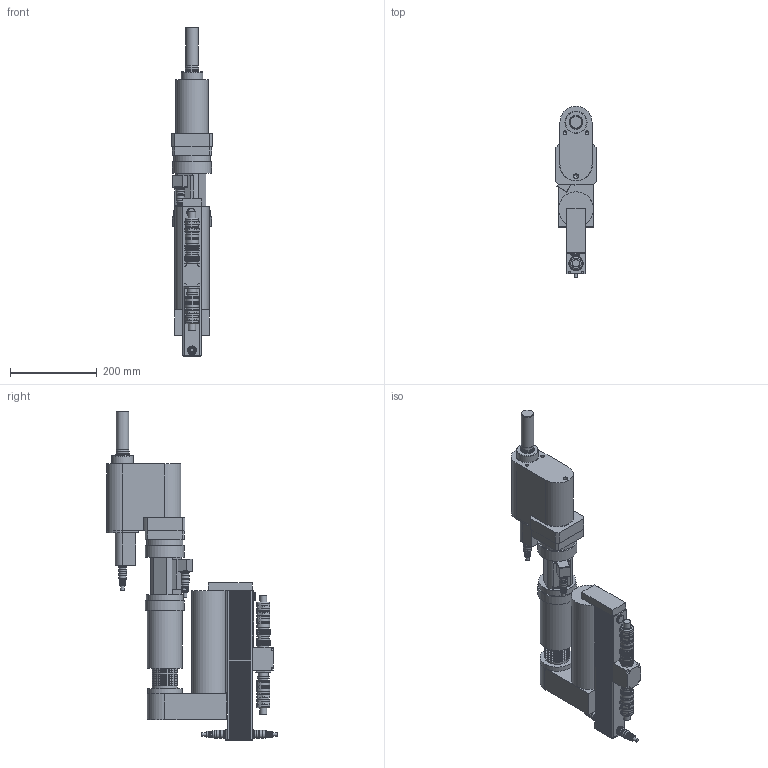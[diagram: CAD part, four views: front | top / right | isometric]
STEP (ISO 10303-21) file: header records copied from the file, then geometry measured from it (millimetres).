
FILE_DESCRIPTION((''),'2;1');
FILE_NAME('947598A1_IAM_001.stp','2012-09-05T18:13:26',('a6b63'),(''),'Autodesk Inventor 11','Autodesk Inventor 11','');
FILE_SCHEMA(('AUTOMOTIVE_DESIGN { 1 0 10303 214 1 1 1 1 }'));
Length unit declared in the file: millimetre
Products named in the file (7): 947598A1_IAM_001; 4VKXB_IPT_001.ipt_versetzter Abtrieb; 4KXB_IPT_001; 4BUTS-4BXA_IPT_001.ipt_Motorumlenkung und Getriebe; 961089-002_IPT_002.ipt_Stecker gerade; 961104-005_IPT_002.ipt_Stecker gerade; 961104-005_IPT_001.ipt_Stecker gerade
Assembly tree (9 placements, depth 2):
  947598A1_IAM_001
    4VKXB_IPT_001.ipt_versetzter Abtrieb
    4KXB_IPT_001
    4BUTS-4BXA_IPT_001.ipt_Motorumlenkung und Getriebe
    961089-002_IPT_002.ipt_Stecker gerade  x4
    961104-005_IPT_002.ipt_Stecker gerade
    961104-005_IPT_001.ipt_Stecker gerade
Bounding box: 92.5 x 394.4 x 760.2 mm (x, y, z)
Volume: 7158177.6 mm3; surface area: 531831.1 mm2
Topology: 9 solids, 9 shells, 1236 faces, 3009 edges, 1898 vertices
Faces by surface type: plane 788, cylinder 282, bspline 100, cone 44, torus 22
Full cylindrical faces by diameter (mm): 8 x4, 13.4 x4, 13.5 x2, 14 x20, 14.2 x4, 15.5 x1, 16 x12, 16.5 x2, 17.5 x1, 17.587 x8, 18 x8, 18.7 x8, 20 x5, 22.5 x1, 24 x1, 25.5 x1, 26.4 x1, 27 x1, 27.047 x1, 27.5 x1, 28 x2, 28.5 x1, 28.8 x1, 29.5 x3, 29.8 x4, 30 x5, 30.4 x2, 30.5 x3, 30.609 x1, 30.8 x4
Entity records: 32226 total; most frequent: CARTESIAN_POINT 6970, ORIENTED_EDGE 5346, DIRECTION 4834, EDGE_CURVE 2673, VERTEX_POINT 1772, VECTOR 1708, LINE 1708, AXIS2_PLACEMENT_3D 1563
